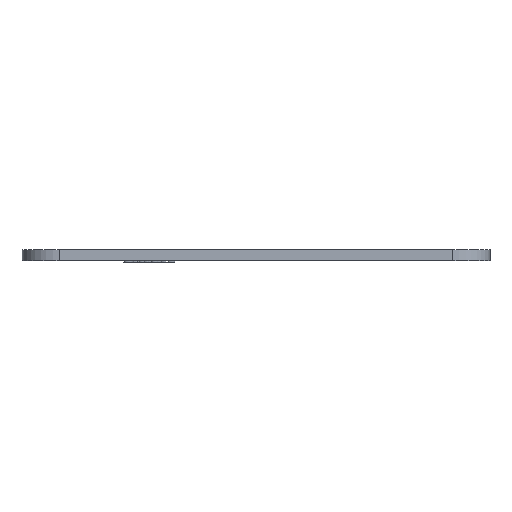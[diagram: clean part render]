
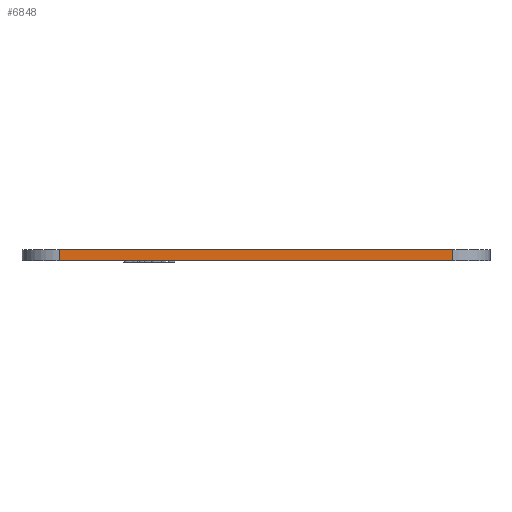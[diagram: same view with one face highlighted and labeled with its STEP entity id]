
A CAD part, front view. The second image highlights one B-rep face of the part: STEP entity #6848.
In plain terms, the highlighted planar face has unit normal (0, -1, 0).
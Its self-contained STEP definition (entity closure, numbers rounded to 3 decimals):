
#1093=FACE_OUTER_BOUND('',#1486,.T.);
#1486=EDGE_LOOP('',(#6293,#6294,#6295,#6296));
#1566=LINE('',#9250,#2129);
#1989=LINE('',#13375,#2552);
#1994=LINE('',#13387,#2557);
#2057=LINE('',#13557,#2620);
#2129=VECTOR('',#7166,10.);
#2552=VECTOR('',#7839,10.);
#2557=VECTOR('',#7852,10.);
#2620=VECTOR('',#8045,10.);
#2736=VERTEX_POINT('',#9246);
#2738=VERTEX_POINT('',#9249);
#3255=VERTEX_POINT('',#13373);
#3257=VERTEX_POINT('',#13383);
#3471=EDGE_CURVE('',#2738,#2736,#1566,.T.);
#4224=EDGE_CURVE('',#3255,#2736,#1989,.T.);
#4230=EDGE_CURVE('',#2738,#3257,#1994,.T.);
#4315=EDGE_CURVE('',#3257,#3255,#2057,.T.);
#6293=ORIENTED_EDGE('',*,*,#4224,.F.);
#6294=ORIENTED_EDGE('',*,*,#4315,.F.);
#6295=ORIENTED_EDGE('',*,*,#4230,.F.);
#6296=ORIENTED_EDGE('',*,*,#3471,.T.);
#6485=PLANE('',#7070);
#6848=ADVANCED_FACE('',(#1093),#6485,.T.);
#7070=AXIS2_PLACEMENT_3D('',#13556,#8043,#8044);
#7166=DIRECTION('',(1.,0.,0.));
#7839=DIRECTION('',(0.,0.,-1.));
#7852=DIRECTION('',(0.,0.,1.));
#8043=DIRECTION('center_axis',(0.,-1.,0.));
#8044=DIRECTION('ref_axis',(1.,0.,0.));
#8045=DIRECTION('',(1.,0.,0.));
#9246=CARTESIAN_POINT('',(45.966,-49.996,0.));
#9249=CARTESIAN_POINT('',(-6.896,-49.996,0.));
#9250=CARTESIAN_POINT('',(-11.896,-49.996,0.));
#13373=CARTESIAN_POINT('',(45.966,-49.996,1.5));
#13375=CARTESIAN_POINT('',(45.966,-49.996,0.));
#13383=CARTESIAN_POINT('',(-6.896,-49.996,1.5));
#13387=CARTESIAN_POINT('',(-6.896,-49.996,0.));
#13556=CARTESIAN_POINT('Origin',(-11.896,-49.996,0.));
#13557=CARTESIAN_POINT('',(-11.896,-49.996,1.5));
